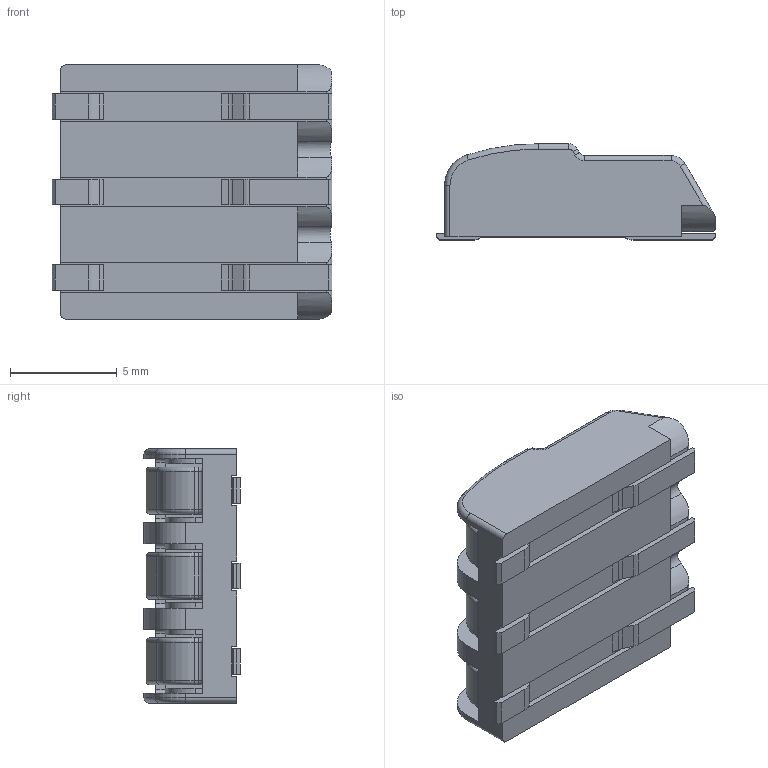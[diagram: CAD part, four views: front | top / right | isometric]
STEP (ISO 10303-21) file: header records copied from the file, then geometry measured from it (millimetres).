
FILE_DESCRIPTION(/* description */ ('STEP AP214'),/* implementation_level */ '2;1');
FILE_NAME(/* name */ '2060-453_998-404',/* time_stamp */ '2023-09-11T10:50:58+02:00',/* author */ ('License CC BY-ND 4.0'),/* organization */ ('CADENAS'),/* preprocessor_version */ 'ST-DEVELOPER v19.3',/* originating_system */ 'PARTsolutions',/* authorisation */ ' ');
FILE_SCHEMA (('AUTOMOTIVE_DESIGN {1 0 10303 214 3 1 1}'));
Length unit declared in the file: millimetre
Products named in the file (1): 2060-453/998-404
Bounding box: 13.1 x 4.5 x 11.9 mm (x, y, z)
Volume: 440.8 mm3; surface area: 799.1 mm2
Topology: 1 solids, 1 shells, 349 faces, 963 edges, 616 vertices
Faces by surface type: plane 189, cylinder 123, torus 28, sphere 9
Full cylindrical faces by diameter (mm): 2.25 x3
Entity records: 13444 total; most frequent: CARTESIAN_POINT 2031, DIRECTION 1893, ORIENTED_EDGE 1884, EDGE_CURVE 942, AXIS2_PLACEMENT_3D 639, LINE 615, VECTOR 615, VERTEX_POINT 607
